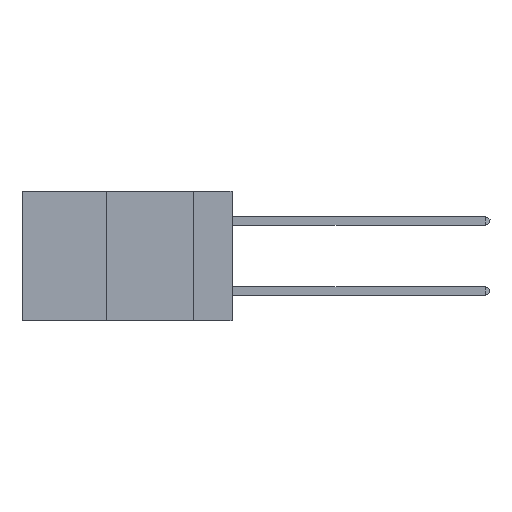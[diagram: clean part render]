
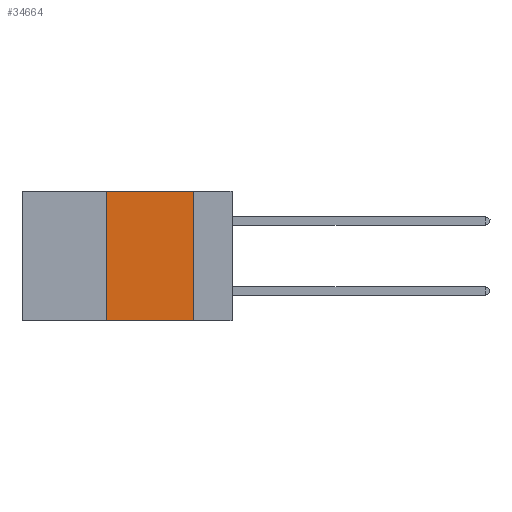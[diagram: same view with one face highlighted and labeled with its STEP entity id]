
A CAD part, left-side view. The second image highlights one B-rep face of the part: STEP entity #34664.
In plain terms, the highlighted planar face has unit normal (-1, 0, 0).
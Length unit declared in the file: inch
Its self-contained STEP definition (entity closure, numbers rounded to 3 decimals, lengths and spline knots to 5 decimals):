
#1946 = ORIENTED_EDGE ( 'NONE', *, *, #32603, .F. ) ;
#2941 = EDGE_CURVE ( 'NONE', #24131, #12961, #29956, .T. ) ;
#4230 = PLANE ( 'NONE',  #29811 ) ;
#5984 = CARTESIAN_POINT ( 'NONE',  ( 0., 0.36, -0.37 ) ) ;
#6110 = EDGE_LOOP ( 'NONE', ( #17208, #1946, #22859, #30718 ) ) ;
#7987 = LINE ( 'NONE', #23961, #30417 ) ;
#9065 = CARTESIAN_POINT ( 'NONE',  ( 0., 0.11, -0.37 ) ) ;
#9888 = DIRECTION ( 'NONE',  ( 0., 0., -1. ) ) ;
#10282 = LINE ( 'NONE', #29554, #28622 ) ;
#12839 = EDGE_CURVE ( 'NONE', #24131, #22062, #21719, .T. ) ;
#12961 = VERTEX_POINT ( 'NONE', #9065 ) ;
#13000 = VECTOR ( 'NONE', #27522, 39.37008 ) ;
#17208 = ORIENTED_EDGE ( 'NONE', *, *, #30450, .F. ) ;
#18280 = CARTESIAN_POINT ( 'NONE',  ( 0., 0.11, 0. ) ) ;
#18520 = VERTEX_POINT ( 'NONE', #18280 ) ;
#21719 = LINE ( 'NONE', #33822, #13000 ) ;
#21839 = FACE_OUTER_BOUND ( 'NONE', #6110, .T. ) ;
#22062 = VERTEX_POINT ( 'NONE', #26843 ) ;
#22191 = VECTOR ( 'NONE', #37942, 39.37008 ) ;
#22859 = ORIENTED_EDGE ( 'NONE', *, *, #12839, .F. ) ;
#23149 = CARTESIAN_POINT ( 'NONE',  ( 0., 0.6, -0.37 ) ) ;
#23565 = DIRECTION ( 'NONE',  ( 0., -1., 0. ) ) ;
#23961 = CARTESIAN_POINT ( 'NONE',  ( 0., 0.11, 0. ) ) ;
#24131 = VERTEX_POINT ( 'NONE', #5984 ) ;
#24463 = DIRECTION ( 'NONE',  ( 1., 0., 0. ) ) ;
#26843 = CARTESIAN_POINT ( 'NONE',  ( 0., 0.36, 0. ) ) ;
#27413 = CARTESIAN_POINT ( 'NONE',  ( 0., 0.6, 0. ) ) ;
#27522 = DIRECTION ( 'NONE',  ( 0., 0., 1. ) ) ;
#28622 = VECTOR ( 'NONE', #23565, 39.37008 ) ;
#29554 = CARTESIAN_POINT ( 'NONE',  ( 0., 0.6, 0. ) ) ;
#29811 = AXIS2_PLACEMENT_3D ( 'NONE', #27413, #24463, #9888 ) ;
#29956 = LINE ( 'NONE', #23149, #22191 ) ;
#30417 = VECTOR ( 'NONE', #35783, 39.37008 ) ;
#30450 = EDGE_CURVE ( 'NONE', #18520, #12961, #7987, .T. ) ;
#30718 = ORIENTED_EDGE ( 'NONE', *, *, #2941, .T. ) ;
#32603 = EDGE_CURVE ( 'NONE', #22062, #18520, #10282, .T. ) ;
#33822 = CARTESIAN_POINT ( 'NONE',  ( 0., 0.36, 0. ) ) ;
#34664 = ADVANCED_FACE ( 'NONE', ( #21839 ), #4230, .F. ) ;
#35783 = DIRECTION ( 'NONE',  ( 0., 0., -1. ) ) ;
#37942 = DIRECTION ( 'NONE',  ( 0., -1., 0. ) ) ;
